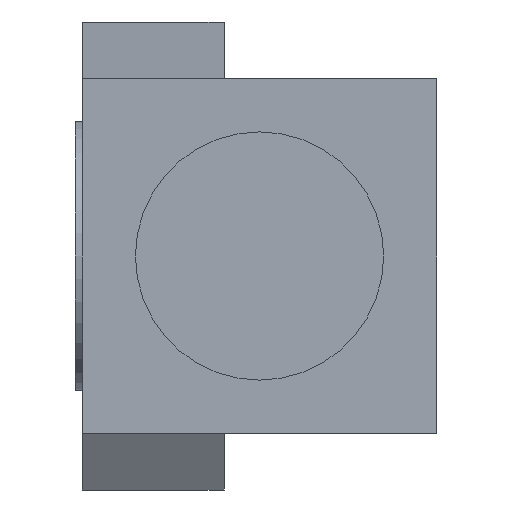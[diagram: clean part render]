
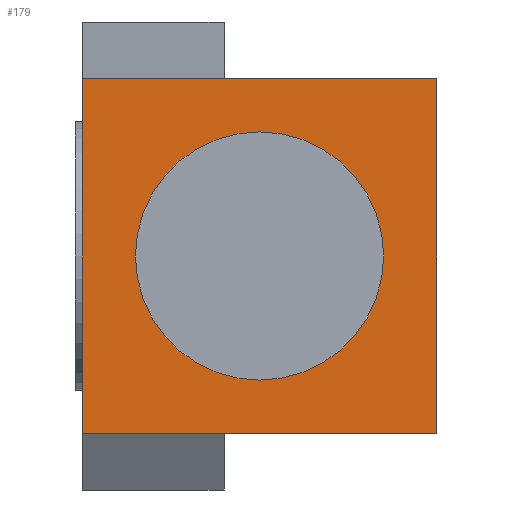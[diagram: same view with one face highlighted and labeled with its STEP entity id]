
A CAD part, left-side view. The second image highlights one B-rep face of the part: STEP entity #179.
In plain terms, the highlighted planar face has unit normal (-1, 0, 0).
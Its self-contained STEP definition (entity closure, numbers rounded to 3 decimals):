
#17 = CARTESIAN_POINT ( 'NONE',  ( 0., 2.5, -0.75 ) ) ;
#58 = EDGE_LOOP ( 'NONE', ( #2019, #890 ) ) ;
#153 = CARTESIAN_POINT ( 'NONE',  ( 0., 5., 0. ) ) ;
#179 = ADVANCED_FACE ( 'NONE', ( #339, #1136 ), #1840, .T. ) ;
#205 = DIRECTION ( 'NONE',  ( 0., 1., 0. ) ) ;
#208 = DIRECTION ( 'NONE',  ( 0., 0., 1. ) ) ;
#323 = CIRCLE ( 'NONE', #1042, 1.75 ) ;
#329 = VECTOR ( 'NONE', #1289, 1000. ) ;
#339 = FACE_BOUND ( 'NONE', #58, .T. ) ;
#351 = CARTESIAN_POINT ( 'NONE',  ( 0., 0., 0. ) ) ;
#432 = CARTESIAN_POINT ( 'NONE',  ( 0., 2.5, -2.5 ) ) ;
#459 = CARTESIAN_POINT ( 'NONE',  ( 0., 0., 0. ) ) ;
#484 = AXIS2_PLACEMENT_3D ( 'NONE', #1175, #1859, #208 ) ;
#496 = CARTESIAN_POINT ( 'NONE',  ( 0., 5., -5. ) ) ;
#498 = CARTESIAN_POINT ( 'NONE',  ( 0., 0., 0. ) ) ;
#515 = VECTOR ( 'NONE', #990, 1000. ) ;
#517 = ORIENTED_EDGE ( 'NONE', *, *, #713, .F. ) ;
#573 = VERTEX_POINT ( 'NONE', #1452 ) ;
#590 = LINE ( 'NONE', #1487, #1231 ) ;
#607 = VERTEX_POINT ( 'NONE', #496 ) ;
#713 = EDGE_CURVE ( 'NONE', #1013, #607, #590, .T. ) ;
#784 = DIRECTION ( 'NONE',  ( 0., 0., -1. ) ) ;
#870 = ORIENTED_EDGE ( 'NONE', *, *, #1734, .F. ) ;
#886 = CARTESIAN_POINT ( 'NONE',  ( 0., 0., -5. ) ) ;
#890 = ORIENTED_EDGE ( 'NONE', *, *, #2130, .F. ) ;
#933 = CARTESIAN_POINT ( 'NONE',  ( 0., 0., 0. ) ) ;
#985 = CIRCLE ( 'NONE', #484, 1.75 ) ;
#990 = DIRECTION ( 'NONE',  ( 0., -1., 0. ) ) ;
#1013 = VERTEX_POINT ( 'NONE', #886 ) ;
#1042 = AXIS2_PLACEMENT_3D ( 'NONE', #432, #1075, #1596 ) ;
#1075 = DIRECTION ( 'NONE',  ( -1., 0., 0. ) ) ;
#1136 = FACE_OUTER_BOUND ( 'NONE', #1670, .T. ) ;
#1175 = CARTESIAN_POINT ( 'NONE',  ( 0., 2.5, -2.5 ) ) ;
#1231 = VECTOR ( 'NONE', #205, 1000. ) ;
#1241 = VECTOR ( 'NONE', #784, 1000. ) ;
#1289 = DIRECTION ( 'NONE',  ( 0., 0., 1. ) ) ;
#1300 = DIRECTION ( 'NONE',  ( 0., 0., 1. ) ) ;
#1308 = EDGE_CURVE ( 'NONE', #607, #1924, #1712, .T. ) ;
#1436 = LINE ( 'NONE', #351, #515 ) ;
#1452 = CARTESIAN_POINT ( 'NONE',  ( 0., 2.5, -4.25 ) ) ;
#1487 = CARTESIAN_POINT ( 'NONE',  ( 0., 0., -5. ) ) ;
#1511 = AXIS2_PLACEMENT_3D ( 'NONE', #498, #1985, #1300 ) ;
#1596 = DIRECTION ( 'NONE',  ( 0., 0., 1. ) ) ;
#1669 = LINE ( 'NONE', #933, #1241 ) ;
#1670 = EDGE_LOOP ( 'NONE', ( #870, #2021, #517, #1975 ) ) ;
#1678 = VERTEX_POINT ( 'NONE', #17 ) ;
#1712 = LINE ( 'NONE', #153, #329 ) ;
#1734 = EDGE_CURVE ( 'NONE', #1924, #2044, #1436, .T. ) ;
#1793 = EDGE_CURVE ( 'NONE', #2044, #1013, #1669, .T. ) ;
#1807 = EDGE_CURVE ( 'NONE', #573, #1678, #985, .T. ) ;
#1840 = PLANE ( 'NONE',  #1511 ) ;
#1859 = DIRECTION ( 'NONE',  ( -1., 0., 0. ) ) ;
#1924 = VERTEX_POINT ( 'NONE', #2020 ) ;
#1975 = ORIENTED_EDGE ( 'NONE', *, *, #1793, .F. ) ;
#1985 = DIRECTION ( 'NONE',  ( -1., 0., 0. ) ) ;
#2019 = ORIENTED_EDGE ( 'NONE', *, *, #1807, .F. ) ;
#2020 = CARTESIAN_POINT ( 'NONE',  ( 0., 5., 0. ) ) ;
#2021 = ORIENTED_EDGE ( 'NONE', *, *, #1308, .F. ) ;
#2044 = VERTEX_POINT ( 'NONE', #459 ) ;
#2130 = EDGE_CURVE ( 'NONE', #1678, #573, #323, .T. ) ;
